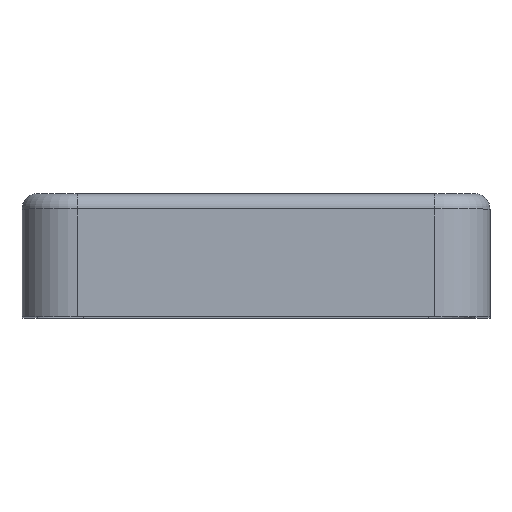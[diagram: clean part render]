
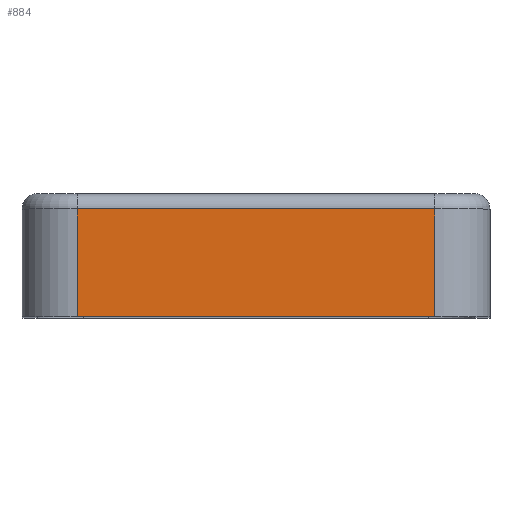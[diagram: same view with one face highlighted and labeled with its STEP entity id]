
A CAD part, top view. The second image highlights one B-rep face of the part: STEP entity #884.
In plain terms, the highlighted planar face has unit normal (0, 0, 1).
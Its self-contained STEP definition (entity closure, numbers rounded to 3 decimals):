
#56=PLANE('',#975);
#97=FACE_OUTER_BOUND('',#149,.T.);
#149=EDGE_LOOP('',(#767,#768,#769,#770));
#218=LINE('',#1719,#297);
#223=LINE('',#1739,#302);
#224=LINE('',#1743,#303);
#225=LINE('',#1744,#304);
#297=VECTOR('',#1161,10.);
#302=VECTOR('',#1178,10.);
#303=VECTOR('',#1183,10.);
#304=VECTOR('',#1184,10.);
#425=VERTEX_POINT('',#1716);
#426=VERTEX_POINT('',#1718);
#435=VERTEX_POINT('',#1738);
#436=VERTEX_POINT('',#1742);
#540=EDGE_CURVE('',#425,#426,#218,.T.);
#550=EDGE_CURVE('',#426,#435,#223,.T.);
#552=EDGE_CURVE('',#436,#425,#224,.T.);
#553=EDGE_CURVE('',#436,#435,#225,.T.);
#767=ORIENTED_EDGE('',*,*,#550,.F.);
#768=ORIENTED_EDGE('',*,*,#540,.F.);
#769=ORIENTED_EDGE('',*,*,#552,.F.);
#770=ORIENTED_EDGE('',*,*,#553,.T.);
#884=ADVANCED_FACE('',(#97),#56,.T.);
#975=AXIS2_PLACEMENT_3D('',#1741,#1181,#1182);
#1161=DIRECTION('',(-1.,0.,0.));
#1178=DIRECTION('',(0.,1.,0.));
#1181=DIRECTION('center_axis',(0.,0.,1.));
#1182=DIRECTION('ref_axis',(-1.,0.,0.));
#1183=DIRECTION('',(0.,-1.,0.));
#1184=DIRECTION('',(-1.,0.,0.));
#1716=CARTESIAN_POINT('',(5.8,-3.5,15.85));
#1718=CARTESIAN_POINT('',(-5.8,-3.5,15.85));
#1719=CARTESIAN_POINT('',(7.6,-3.5,15.85));
#1738=CARTESIAN_POINT('',(-5.8,0.,15.85));
#1739=CARTESIAN_POINT('',(-5.8,0.,15.85));
#1741=CARTESIAN_POINT('Origin',(7.6,0.,15.85));
#1742=CARTESIAN_POINT('',(5.8,0.,15.85));
#1743=CARTESIAN_POINT('',(5.8,0.,15.85));
#1744=CARTESIAN_POINT('',(7.6,0.,15.85));
